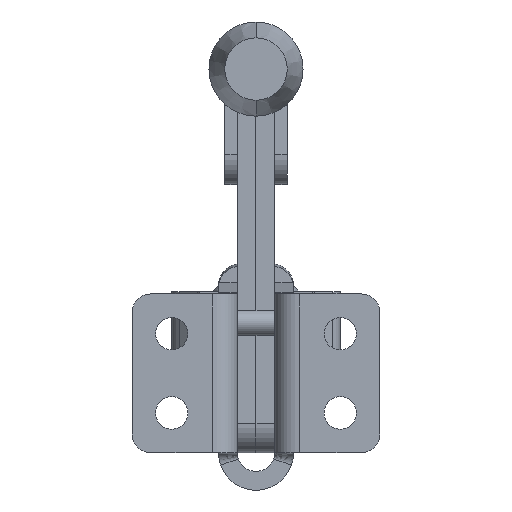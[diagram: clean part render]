
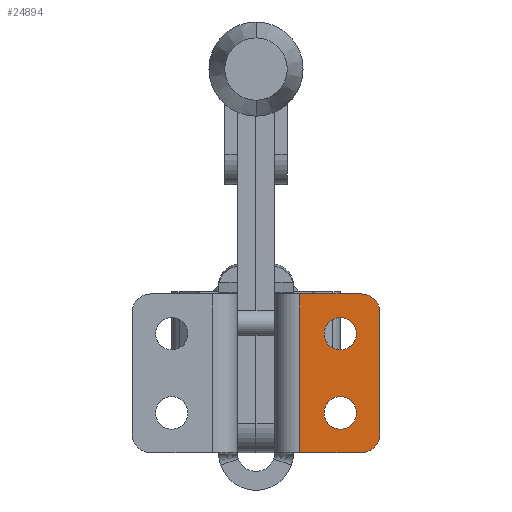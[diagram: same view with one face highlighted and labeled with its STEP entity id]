
A CAD part, front view. The second image highlights one B-rep face of the part: STEP entity #24894.
In plain terms, the highlighted planar face has unit normal (0, -1, 0).
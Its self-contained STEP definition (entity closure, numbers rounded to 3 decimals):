
#300 = ORIENTED_EDGE ( 'NONE', *, *, #11774, .F. ) ;
#301 = ORIENTED_EDGE ( 'NONE', *, *, #1484, .F. ) ;
#302 = ORIENTED_EDGE ( 'NONE', *, *, #11778, .F. ) ;
#303 = ORIENTED_EDGE ( 'NONE', *, *, #1486, .F. ) ;
#305 = ORIENTED_EDGE ( 'NONE', *, *, #1488, .T. ) ;
#306 = ORIENTED_EDGE ( 'NONE', *, *, #1490, .T. ) ;
#308 = ORIENTED_EDGE ( 'NONE', *, *, #1491, .T. ) ;
#309 = ORIENTED_EDGE ( 'NONE', *, *, #1480, .F. ) ;
#310 = ORIENTED_EDGE ( 'NONE', *, *, #1494, .T. ) ;
#311 = ORIENTED_EDGE ( 'NONE', *, *, #1495, .T. ) ;
#1480 = EDGE_CURVE ( 'NONE', #13077, #13357, #3272, .T. ) ;
#1484 = EDGE_CURVE ( 'NONE', #13266, #13003, #3275, .T. ) ;
#1486 = EDGE_CURVE ( 'NONE', #13400, #13469, #3273, .T. ) ;
#1488 = EDGE_CURVE ( 'NONE', #13413, #13297, #3277, .T. ) ;
#1490 = EDGE_CURVE ( 'NONE', #13297, #13478, #3278, .T. ) ;
#1491 = EDGE_CURVE ( 'NONE', #13478, #13357, #3281, .T. ) ;
#1494 = EDGE_CURVE ( 'NONE', #13077, #13355, #3282, .T. ) ;
#1495 = EDGE_CURVE ( 'NONE', #13355, #13413, #3284, .T. ) ;
#1713 = CARTESIAN_POINT ( 'NONE',  ( 13.5, -3., 6.362 ) ) ;
#1715 = DIRECTION ( 'NONE',  ( 0., -1., 0. ) ) ;
#1717 = DIRECTION ( 'NONE',  ( 1., 0., 0. ) ) ;
#1735 = CARTESIAN_POINT ( 'NONE',  ( 13.5, -3., 19.062 ) ) ;
#1737 = DIRECTION ( 'NONE',  ( 0., -1., 0. ) ) ;
#1739 = DIRECTION ( 'NONE',  ( 1., 0., 0. ) ) ;
#1901 = CARTESIAN_POINT ( 'NONE',  ( 10.9, -3., 6.362 ) ) ;
#2031 = CARTESIAN_POINT ( 'NONE',  ( 7., -3., 0. ) ) ;
#2338 = CARTESIAN_POINT ( 'NONE',  ( 16.1, -3., 6.362 ) ) ;
#2369 = CARTESIAN_POINT ( 'NONE',  ( 19.85, -3., 22.424 ) ) ;
#2427 = CARTESIAN_POINT ( 'NONE',  ( 16.85, -3., 0. ) ) ;
#2429 = CARTESIAN_POINT ( 'NONE',  ( 7., -3., 25.424 ) ) ;
#2472 = CARTESIAN_POINT ( 'NONE',  ( 16.1, -3., 19.062 ) ) ;
#2485 = CARTESIAN_POINT ( 'NONE',  ( 19.85, -3., 3. ) ) ;
#2541 = CARTESIAN_POINT ( 'NONE',  ( 10.9, -3., 19.062 ) ) ;
#2550 = CARTESIAN_POINT ( 'NONE',  ( 16.85, -3., 25.424 ) ) ;
#3272 = LINE ( 'NONE', #12322, #3274 ) ;
#3273 = CIRCLE ( 'NONE', #11088, 2.6 ) ;
#3274 = VECTOR ( 'NONE', #12314, 1000. ) ;
#3275 = CIRCLE ( 'NONE', #11087, 2.6 ) ;
#3277 = LINE ( 'NONE', #12350, #3280 ) ;
#3278 = CIRCLE ( 'NONE', #11089, 3. ) ;
#3280 = VECTOR ( 'NONE', #12341, 1000. ) ;
#3281 = LINE ( 'NONE', #12357, #3283 ) ;
#3282 = LINE ( 'NONE', #12370, #3285 ) ;
#3283 = VECTOR ( 'NONE', #12334, 1000. ) ;
#3284 = CIRCLE ( 'NONE', #11090, 3. ) ;
#3285 = VECTOR ( 'NONE', #12373, 1000. ) ;
#11087 = AXIS2_PLACEMENT_3D ( 'NONE', #12344, #12345, #12347 ) ;
#11088 = AXIS2_PLACEMENT_3D ( 'NONE', #12352, #12354, #12356 ) ;
#11089 = AXIS2_PLACEMENT_3D ( 'NONE', #12364, #12366, #12367 ) ;
#11090 = AXIS2_PLACEMENT_3D ( 'NONE', #12379, #12381, #12383 ) ;
#11774 = EDGE_CURVE ( 'NONE', #13003, #13266, #18497, .T. ) ;
#11778 = EDGE_CURVE ( 'NONE', #13469, #13400, #18503, .T. ) ;
#12314 = DIRECTION ( 'NONE',  ( 0., 0., 1. ) ) ;
#12322 = CARTESIAN_POINT ( 'NONE',  ( 7., -3., 0. ) ) ;
#12334 = DIRECTION ( 'NONE',  ( -1., 0., 0. ) ) ;
#12341 = DIRECTION ( 'NONE',  ( 0., 0., 1. ) ) ;
#12344 = CARTESIAN_POINT ( 'NONE',  ( 13.5, -3., 6.362 ) ) ;
#12345 = DIRECTION ( 'NONE',  ( 0., -1., 0. ) ) ;
#12347 = DIRECTION ( 'NONE',  ( 1., 0., 0. ) ) ;
#12350 = CARTESIAN_POINT ( 'NONE',  ( 19.85, -3., 25.424 ) ) ;
#12352 = CARTESIAN_POINT ( 'NONE',  ( 13.5, -3., 19.062 ) ) ;
#12354 = DIRECTION ( 'NONE',  ( 0., -1., 0. ) ) ;
#12356 = DIRECTION ( 'NONE',  ( 1., 0., 0. ) ) ;
#12357 = CARTESIAN_POINT ( 'NONE',  ( 6., -3., 25.424 ) ) ;
#12364 = CARTESIAN_POINT ( 'NONE',  ( 16.85, -3., 22.424 ) ) ;
#12366 = DIRECTION ( 'NONE',  ( 0., -1., 0. ) ) ;
#12367 = DIRECTION ( 'NONE',  ( -1., 0., 0. ) ) ;
#12370 = CARTESIAN_POINT ( 'NONE',  ( 19.85, -3., 0. ) ) ;
#12373 = DIRECTION ( 'NONE',  ( 1., 0., 0. ) ) ;
#12379 = CARTESIAN_POINT ( 'NONE',  ( 16.85, -3., 3. ) ) ;
#12381 = DIRECTION ( 'NONE',  ( 0., -1., 0. ) ) ;
#12383 = DIRECTION ( 'NONE',  ( -1., 0., 0. ) ) ;
#13003 = VERTEX_POINT ( 'NONE', #1901 ) ;
#13077 = VERTEX_POINT ( 'NONE', #2031 ) ;
#13266 = VERTEX_POINT ( 'NONE', #2338 ) ;
#13297 = VERTEX_POINT ( 'NONE', #2369 ) ;
#13355 = VERTEX_POINT ( 'NONE', #2427 ) ;
#13357 = VERTEX_POINT ( 'NONE', #2429 ) ;
#13400 = VERTEX_POINT ( 'NONE', #2472 ) ;
#13413 = VERTEX_POINT ( 'NONE', #2485 ) ;
#13469 = VERTEX_POINT ( 'NONE', #2541 ) ;
#13478 = VERTEX_POINT ( 'NONE', #2550 ) ;
#13847 = FACE_BOUND ( 'NONE', #25984, .T. ) ;
#13849 = FACE_OUTER_BOUND ( 'NONE', #25893, .T. ) ;
#13853 = FACE_BOUND ( 'NONE', #25831, .T. ) ;
#15032 = DIRECTION ( 'NONE',  ( 0., 1., 0. ) ) ;
#15034 = CARTESIAN_POINT ( 'NONE',  ( 0., -3., 0. ) ) ;
#15035 = PLANE ( 'NONE',  #25481 ) ;
#15037 = DIRECTION ( 'NONE',  ( -1., 0., 0. ) ) ;
#18497 = CIRCLE ( 'NONE', #25380, 2.6 ) ;
#18503 = CIRCLE ( 'NONE', #25382, 2.6 ) ;
#24894 = ADVANCED_FACE ( 'NONE', ( #13847, #13853, #13849 ), #15035, .F. ) ;
#25380 = AXIS2_PLACEMENT_3D ( 'NONE', #1713, #1715, #1717 ) ;
#25382 = AXIS2_PLACEMENT_3D ( 'NONE', #1735, #1737, #1739 ) ;
#25481 = AXIS2_PLACEMENT_3D ( 'NONE', #15034, #15032, #15037 ) ;
#25831 = EDGE_LOOP ( 'NONE', ( #302, #303 ) ) ;
#25893 = EDGE_LOOP ( 'NONE', ( #305, #306, #308, #309, #310, #311 ) ) ;
#25984 = EDGE_LOOP ( 'NONE', ( #300, #301 ) ) ;
